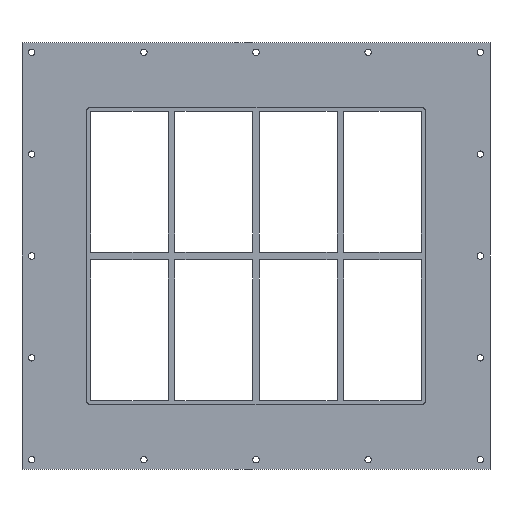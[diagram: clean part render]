
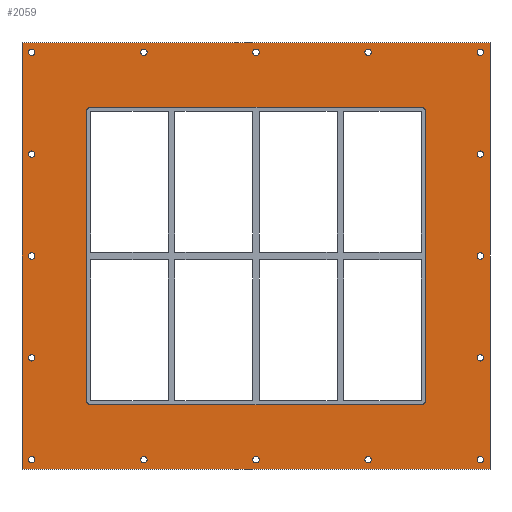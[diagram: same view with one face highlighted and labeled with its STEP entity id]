
A CAD part, front view. The second image highlights one B-rep face of the part: STEP entity #2059.
In plain terms, the highlighted planar face has unit normal (0, -1, 0).
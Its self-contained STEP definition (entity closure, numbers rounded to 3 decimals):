
#84=CARTESIAN_POINT('',(-342.,0.0,-315.));
#85=VERTEX_POINT('',#84);
#86=CARTESIAN_POINT('',(-347.,0.0,-315.));
#87=DIRECTION('',(0.0,1.0,0.0));
#88=DIRECTION('',(1.0,0.0,0.0));
#89=AXIS2_PLACEMENT_3D('',#86,#87,#88);
#90=CIRCLE('',#89,5.0);
#91=EDGE_CURVE('',#85,#85,#90,.T.);
#112=CARTESIAN_POINT('',(352.,0.0,-157.5));
#113=VERTEX_POINT('',#112);
#114=CARTESIAN_POINT('',(347.,0.0,-157.5));
#115=DIRECTION('',(0.0,1.0,0.0));
#116=DIRECTION('',(1.0,0.0,0.0));
#117=AXIS2_PLACEMENT_3D('',#114,#115,#116);
#118=CIRCLE('',#117,5.0);
#119=EDGE_CURVE('',#113,#113,#118,.T.);
#140=CARTESIAN_POINT('',(-342.,0.0,-157.5));
#141=VERTEX_POINT('',#140);
#142=CARTESIAN_POINT('',(-347.,0.0,-157.5));
#143=DIRECTION('',(0.0,1.0,0.0));
#144=DIRECTION('',(1.0,0.0,0.0));
#145=AXIS2_PLACEMENT_3D('',#142,#143,#144);
#146=CIRCLE('',#145,5.0);
#147=EDGE_CURVE('',#141,#141,#146,.T.);
#168=CARTESIAN_POINT('',(352.,0.0,0.));
#169=VERTEX_POINT('',#168);
#170=CARTESIAN_POINT('',(347.,0.0,0.));
#171=DIRECTION('',(0.0,1.0,0.0));
#172=DIRECTION('',(1.0,0.0,0.0));
#173=AXIS2_PLACEMENT_3D('',#170,#171,#172);
#174=CIRCLE('',#173,5.0);
#175=EDGE_CURVE('',#169,#169,#174,.T.);
#196=CARTESIAN_POINT('',(-342.,0.0,0.));
#197=VERTEX_POINT('',#196);
#198=CARTESIAN_POINT('',(-347.,0.0,0.));
#199=DIRECTION('',(0.0,1.0,0.0));
#200=DIRECTION('',(1.0,0.0,0.0));
#201=AXIS2_PLACEMENT_3D('',#198,#199,#200);
#202=CIRCLE('',#201,5.0);
#203=EDGE_CURVE('',#197,#197,#202,.T.);
#224=CARTESIAN_POINT('',(352.,0.0,157.5));
#225=VERTEX_POINT('',#224);
#226=CARTESIAN_POINT('',(347.,0.0,157.5));
#227=DIRECTION('',(0.0,1.0,0.0));
#228=DIRECTION('',(1.0,0.0,0.0));
#229=AXIS2_PLACEMENT_3D('',#226,#227,#228);
#230=CIRCLE('',#229,5.0);
#231=EDGE_CURVE('',#225,#225,#230,.T.);
#252=CARTESIAN_POINT('',(-342.,0.0,157.5));
#253=VERTEX_POINT('',#252);
#254=CARTESIAN_POINT('',(-347.,0.0,157.5));
#255=DIRECTION('',(0.0,1.0,0.0));
#256=DIRECTION('',(1.0,0.0,0.0));
#257=AXIS2_PLACEMENT_3D('',#254,#255,#256);
#258=CIRCLE('',#257,5.0);
#259=EDGE_CURVE('',#253,#253,#258,.T.);
#280=CARTESIAN_POINT('',(-168.5,0.0,315.));
#281=VERTEX_POINT('',#280);
#282=CARTESIAN_POINT('',(-173.5,0.0,315.));
#283=DIRECTION('',(0.0,1.0,0.0));
#284=DIRECTION('',(1.0,0.0,0.0));
#285=AXIS2_PLACEMENT_3D('',#282,#283,#284);
#286=CIRCLE('',#285,5.0);
#287=EDGE_CURVE('',#281,#281,#286,.T.);
#308=CARTESIAN_POINT('',(-168.5,0.0,-315.));
#309=VERTEX_POINT('',#308);
#310=CARTESIAN_POINT('',(-173.5,0.0,-315.));
#311=DIRECTION('',(0.0,1.0,0.0));
#312=DIRECTION('',(1.0,0.0,0.0));
#313=AXIS2_PLACEMENT_3D('',#310,#311,#312);
#314=CIRCLE('',#313,5.0);
#315=EDGE_CURVE('',#309,#309,#314,.T.);
#336=CARTESIAN_POINT('',(5.,0.0,315.));
#337=VERTEX_POINT('',#336);
#338=CARTESIAN_POINT('',(0.,0.0,315.));
#339=DIRECTION('',(0.0,1.0,0.0));
#340=DIRECTION('',(1.0,0.0,0.0));
#341=AXIS2_PLACEMENT_3D('',#338,#339,#340);
#342=CIRCLE('',#341,5.0);
#343=EDGE_CURVE('',#337,#337,#342,.T.);
#364=CARTESIAN_POINT('',(5.,0.0,-315.));
#365=VERTEX_POINT('',#364);
#366=CARTESIAN_POINT('',(0.,0.0,-315.));
#367=DIRECTION('',(0.0,1.0,0.0));
#368=DIRECTION('',(1.0,0.0,0.0));
#369=AXIS2_PLACEMENT_3D('',#366,#367,#368);
#370=CIRCLE('',#369,5.0);
#371=EDGE_CURVE('',#365,#365,#370,.T.);
#392=CARTESIAN_POINT('',(178.5,0.0,315.));
#393=VERTEX_POINT('',#392);
#394=CARTESIAN_POINT('',(173.5,0.0,315.));
#395=DIRECTION('',(0.0,1.0,0.0));
#396=DIRECTION('',(1.0,0.0,0.0));
#397=AXIS2_PLACEMENT_3D('',#394,#395,#396);
#398=CIRCLE('',#397,5.0);
#399=EDGE_CURVE('',#393,#393,#398,.T.);
#420=CARTESIAN_POINT('',(178.5,0.0,-315.));
#421=VERTEX_POINT('',#420);
#422=CARTESIAN_POINT('',(173.5,0.0,-315.));
#423=DIRECTION('',(0.0,1.0,0.0));
#424=DIRECTION('',(1.0,0.0,0.0));
#425=AXIS2_PLACEMENT_3D('',#422,#423,#424);
#426=CIRCLE('',#425,5.0);
#427=EDGE_CURVE('',#421,#421,#426,.T.);
#448=CARTESIAN_POINT('',(352.,0.0,-315.));
#449=VERTEX_POINT('',#448);
#450=CARTESIAN_POINT('',(347.,0.0,-315.));
#451=DIRECTION('',(0.0,1.0,0.0));
#452=DIRECTION('',(1.0,0.0,0.0));
#453=AXIS2_PLACEMENT_3D('',#450,#451,#452);
#454=CIRCLE('',#453,5.0);
#455=EDGE_CURVE('',#449,#449,#454,.T.);
#476=CARTESIAN_POINT('',(-342.,0.0,315.));
#477=VERTEX_POINT('',#476);
#478=CARTESIAN_POINT('',(-347.,0.0,315.));
#479=DIRECTION('',(0.0,1.0,0.0));
#480=DIRECTION('',(1.0,0.0,0.0));
#481=AXIS2_PLACEMENT_3D('',#478,#479,#480);
#482=CIRCLE('',#481,5.0);
#483=EDGE_CURVE('',#477,#477,#482,.T.);
#504=CARTESIAN_POINT('',(352.,0.0,315.));
#505=VERTEX_POINT('',#504);
#506=CARTESIAN_POINT('',(347.,0.0,315.));
#507=DIRECTION('',(0.0,1.0,0.0));
#508=DIRECTION('',(1.0,0.0,0.0));
#509=AXIS2_PLACEMENT_3D('',#506,#507,#508);
#510=CIRCLE('',#509,5.0);
#511=EDGE_CURVE('',#505,#505,#510,.T.);
#1902=CARTESIAN_POINT('',(0.0,0.0,0.0));
#1903=DIRECTION('',(0.0,1.0,0.0));
#1904=DIRECTION('',(0.0,0.0,1.0));
#1905=AXIS2_PLACEMENT_3D('',#1902,#1903,#1904);
#1906=PLANE('',#1905);
#1907=CARTESIAN_POINT('',(-362.,0.0,330.));
#1908=VERTEX_POINT('',#1907);
#1909=CARTESIAN_POINT('',(362.,0.0,330.));
#1910=VERTEX_POINT('',#1909);
#1911=CARTESIAN_POINT('',(-362.,0.0,330.));
#1912=DIRECTION('',(1.0,0.0,0.0));
#1913=VECTOR('',#1912,724.);
#1914=LINE('',#1911,#1913);
#1915=EDGE_CURVE('',#1908,#1910,#1914,.T.);
#1916=ORIENTED_EDGE('',*,*,#1915,.F.);
#1917=CARTESIAN_POINT('',(-362.,0.0,-330.));
#1918=VERTEX_POINT('',#1917);
#1919=CARTESIAN_POINT('',(-362.,0.0,-330.));
#1920=DIRECTION('',(0.0,0.0,1.0));
#1921=VECTOR('',#1920,660.);
#1922=LINE('',#1919,#1921);
#1923=EDGE_CURVE('',#1918,#1908,#1922,.T.);
#1924=ORIENTED_EDGE('',*,*,#1923,.F.);
#1925=CARTESIAN_POINT('',(362.,0.0,-330.));
#1926=VERTEX_POINT('',#1925);
#1927=CARTESIAN_POINT('',(362.,0.0,-330.));
#1928=DIRECTION('',(-1.0,0.0,0.0));
#1929=VECTOR('',#1928,724.);
#1930=LINE('',#1927,#1929);
#1931=EDGE_CURVE('',#1926,#1918,#1930,.T.);
#1932=ORIENTED_EDGE('',*,*,#1931,.F.);
#1933=CARTESIAN_POINT('',(362.,0.0,330.));
#1934=DIRECTION('',(0.0,0.0,-1.0));
#1935=VECTOR('',#1934,660.);
#1936=LINE('',#1933,#1935);
#1937=EDGE_CURVE('',#1910,#1926,#1936,.T.);
#1938=ORIENTED_EDGE('',*,*,#1937,.F.);
#1939=EDGE_LOOP('',(#1916,#1924,#1932,#1938));
#1940=FACE_OUTER_BOUND('',#1939,.T.);
#1941=ORIENTED_EDGE('',*,*,#91,.T.);
#1942=EDGE_LOOP('',(#1941));
#1943=FACE_BOUND('',#1942,.T.);
#1944=ORIENTED_EDGE('',*,*,#119,.T.);
#1945=EDGE_LOOP('',(#1944));
#1946=FACE_BOUND('',#1945,.T.);
#1947=ORIENTED_EDGE('',*,*,#147,.T.);
#1948=EDGE_LOOP('',(#1947));
#1949=FACE_BOUND('',#1948,.T.);
#1950=ORIENTED_EDGE('',*,*,#175,.T.);
#1951=EDGE_LOOP('',(#1950));
#1952=FACE_BOUND('',#1951,.T.);
#1953=ORIENTED_EDGE('',*,*,#203,.T.);
#1954=EDGE_LOOP('',(#1953));
#1955=FACE_BOUND('',#1954,.T.);
#1956=ORIENTED_EDGE('',*,*,#231,.T.);
#1957=EDGE_LOOP('',(#1956));
#1958=FACE_BOUND('',#1957,.T.);
#1959=ORIENTED_EDGE('',*,*,#259,.T.);
#1960=EDGE_LOOP('',(#1959));
#1961=FACE_BOUND('',#1960,.T.);
#1962=ORIENTED_EDGE('',*,*,#287,.T.);
#1963=EDGE_LOOP('',(#1962));
#1964=FACE_BOUND('',#1963,.T.);
#1965=ORIENTED_EDGE('',*,*,#315,.T.);
#1966=EDGE_LOOP('',(#1965));
#1967=FACE_BOUND('',#1966,.T.);
#1968=ORIENTED_EDGE('',*,*,#343,.T.);
#1969=EDGE_LOOP('',(#1968));
#1970=FACE_BOUND('',#1969,.T.);
#1971=ORIENTED_EDGE('',*,*,#371,.T.);
#1972=EDGE_LOOP('',(#1971));
#1973=FACE_BOUND('',#1972,.T.);
#1974=ORIENTED_EDGE('',*,*,#399,.T.);
#1975=EDGE_LOOP('',(#1974));
#1976=FACE_BOUND('',#1975,.T.);
#1977=ORIENTED_EDGE('',*,*,#427,.T.);
#1978=EDGE_LOOP('',(#1977));
#1979=FACE_BOUND('',#1978,.T.);
#1980=ORIENTED_EDGE('',*,*,#455,.T.);
#1981=EDGE_LOOP('',(#1980));
#1982=FACE_BOUND('',#1981,.T.);
#1983=ORIENTED_EDGE('',*,*,#483,.T.);
#1984=EDGE_LOOP('',(#1983));
#1985=FACE_BOUND('',#1984,.T.);
#1986=ORIENTED_EDGE('',*,*,#511,.T.);
#1987=EDGE_LOOP('',(#1986));
#1988=FACE_BOUND('',#1987,.T.);
#1989=CARTESIAN_POINT('',(-262.0,0.0,-224.0));
#1990=VERTEX_POINT('',#1989);
#1991=CARTESIAN_POINT('',(-256.0,0.0,-230.0));
#1992=VERTEX_POINT('',#1991);
#1993=CARTESIAN_POINT('',(-256.0,0.0,-224.0));
#1994=DIRECTION('',(0.0,-1.0,0.0));
#1995=DIRECTION('',(-0.707,0.0,-0.707));
#1996=AXIS2_PLACEMENT_3D('',#1993,#1994,#1995);
#1997=CIRCLE('',#1996,6.);
#1998=EDGE_CURVE('',#1990,#1992,#1997,.T.);
#1999=ORIENTED_EDGE('',*,*,#1998,.F.);
#2000=CARTESIAN_POINT('',(-262.0,0.0,224.));
#2001=VERTEX_POINT('',#2000);
#2002=CARTESIAN_POINT('',(-262.0,0.0,224.));
#2003=DIRECTION('',(0.0,0.0,-1.0));
#2004=VECTOR('',#2003,448.);
#2005=LINE('',#2002,#2004);
#2006=EDGE_CURVE('',#2001,#1990,#2005,.T.);
#2007=ORIENTED_EDGE('',*,*,#2006,.F.);
#2008=CARTESIAN_POINT('',(-256.0,0.0,230.));
#2009=VERTEX_POINT('',#2008);
#2010=CARTESIAN_POINT('',(-256.0,0.0,224.));
#2011=DIRECTION('',(0.0,-1.0,0.0));
#2012=DIRECTION('',(-0.707,0.0,0.707));
#2013=AXIS2_PLACEMENT_3D('',#2010,#2011,#2012);
#2014=CIRCLE('',#2013,6.);
#2015=EDGE_CURVE('',#2009,#2001,#2014,.T.);
#2016=ORIENTED_EDGE('',*,*,#2015,.F.);
#2017=CARTESIAN_POINT('',(256.0,0.0,230.));
#2018=VERTEX_POINT('',#2017);
#2019=CARTESIAN_POINT('',(256.0,0.0,230.));
#2020=DIRECTION('',(-1.0,0.0,0.0));
#2021=VECTOR('',#2020,512.0);
#2022=LINE('',#2019,#2021);
#2023=EDGE_CURVE('',#2018,#2009,#2022,.T.);
#2024=ORIENTED_EDGE('',*,*,#2023,.F.);
#2025=CARTESIAN_POINT('',(262.0,0.0,224.));
#2026=VERTEX_POINT('',#2025);
#2027=CARTESIAN_POINT('',(256.0,0.0,224.));
#2028=DIRECTION('',(0.0,-1.0,0.0));
#2029=DIRECTION('',(0.707,0.0,0.707));
#2030=AXIS2_PLACEMENT_3D('',#2027,#2028,#2029);
#2031=CIRCLE('',#2030,6.);
#2032=EDGE_CURVE('',#2026,#2018,#2031,.T.);
#2033=ORIENTED_EDGE('',*,*,#2032,.F.);
#2034=CARTESIAN_POINT('',(262.0,0.0,-224.0));
#2035=VERTEX_POINT('',#2034);
#2036=CARTESIAN_POINT('',(262.0,0.0,-224.));
#2037=DIRECTION('',(0.0,0.0,1.0));
#2038=VECTOR('',#2037,448.);
#2039=LINE('',#2036,#2038);
#2040=EDGE_CURVE('',#2035,#2026,#2039,.T.);
#2041=ORIENTED_EDGE('',*,*,#2040,.F.);
#2042=CARTESIAN_POINT('',(256.0,0.0,-230.0));
#2043=VERTEX_POINT('',#2042);
#2044=CARTESIAN_POINT('',(256.0,0.0,-224.0));
#2045=DIRECTION('',(0.0,-1.0,0.0));
#2046=DIRECTION('',(0.707,0.0,-0.707));
#2047=AXIS2_PLACEMENT_3D('',#2044,#2045,#2046);
#2048=CIRCLE('',#2047,6.);
#2049=EDGE_CURVE('',#2043,#2035,#2048,.T.);
#2050=ORIENTED_EDGE('',*,*,#2049,.F.);
#2051=CARTESIAN_POINT('',(-256.0,0.0,-230.0));
#2052=DIRECTION('',(1.0,0.0,0.0));
#2053=VECTOR('',#2052,512.0);
#2054=LINE('',#2051,#2053);
#2055=EDGE_CURVE('',#1992,#2043,#2054,.T.);
#2056=ORIENTED_EDGE('',*,*,#2055,.F.);
#2057=EDGE_LOOP('',(#1999,#2007,#2016,#2024,#2033,#2041,#2050,#2056));
#2058=FACE_BOUND('',#2057,.T.);
#2059=ADVANCED_FACE('',(#1940,#1943,#1946,#1949,#1952,#1955,#1958,#1961,#1964,#1967,#1970,#1973,#1976,#1979,#1982,#1985,#1988,#2058),#1906,.F.);
